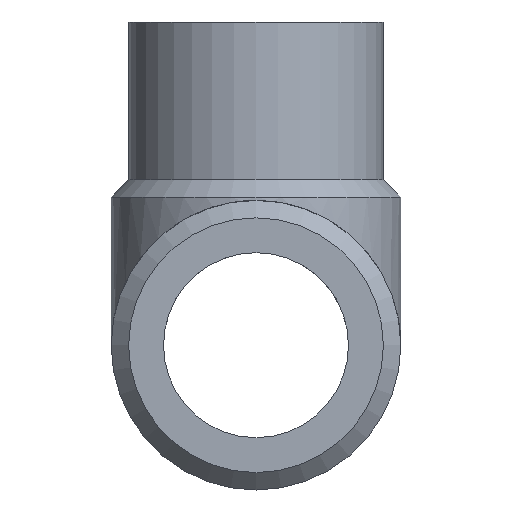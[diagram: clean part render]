
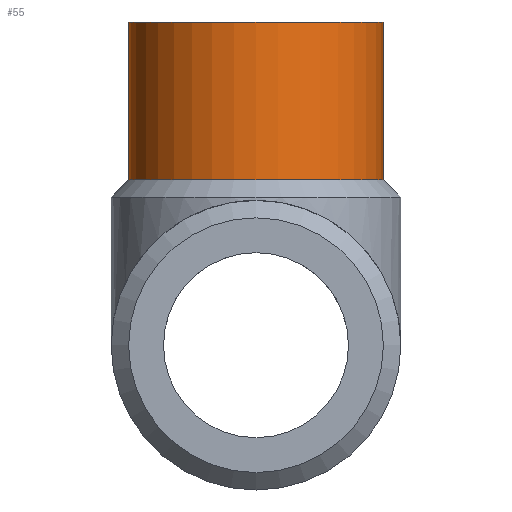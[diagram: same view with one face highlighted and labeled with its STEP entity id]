
A CAD part, left-side view. The second image highlights one B-rep face of the part: STEP entity #55.
In plain terms, the highlighted cylindrical face has radius 80 mm (diameter 160 mm), a full revolution.
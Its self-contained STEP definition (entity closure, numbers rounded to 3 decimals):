
#55 = ADVANCED_FACE( '', ( #117, #118 ), #119, .T. );
#117 = FACE_OUTER_BOUND( '', #178, .T. );
#118 = FACE_OUTER_BOUND( '', #179, .T. );
#119 = CYLINDRICAL_SURFACE( '', #180, 80. );
#178 = EDGE_LOOP( '', ( #253 ) );
#179 = EDGE_LOOP( '', ( #254 ) );
#180 = AXIS2_PLACEMENT_3D( '', #255, #256, #257 );
#253 = ORIENTED_EDGE( '', *, *, #301, .F. );
#254 = ORIENTED_EDGE( '', *, *, #288, .T. );
#255 = CARTESIAN_POINT( '', ( -202.5, 0., 0. ) );
#256 = DIRECTION( '', ( 0., 0., 1. ) );
#257 = DIRECTION( '', ( -1., 0., 0. ) );
#288 = EDGE_CURVE( '', #323, #323, #324, .T. );
#301 = EDGE_CURVE( '', #342, #342, #343, .T. );
#323 = VERTEX_POINT( '', #368 );
#324 = CIRCLE( '', #369, 80. );
#342 = VERTEX_POINT( '', #387 );
#343 = CIRCLE( '', #388, 80. );
#368 = CARTESIAN_POINT( '', ( -282.5, 0., 203. ) );
#369 = AXIS2_PLACEMENT_3D( '', #416, #417, #418 );
#387 = CARTESIAN_POINT( '', ( -282.5, 0., 104. ) );
#388 = AXIS2_PLACEMENT_3D( '', #434, #435, #436 );
#416 = CARTESIAN_POINT( '', ( -202.5, 0., 203. ) );
#417 = DIRECTION( '', ( 0., 0., -1. ) );
#418 = DIRECTION( '', ( -1., 0., 0. ) );
#434 = CARTESIAN_POINT( '', ( -202.5, 0., 104. ) );
#435 = DIRECTION( '', ( 0., 0., -1. ) );
#436 = DIRECTION( '', ( -1., 0., 0. ) );
